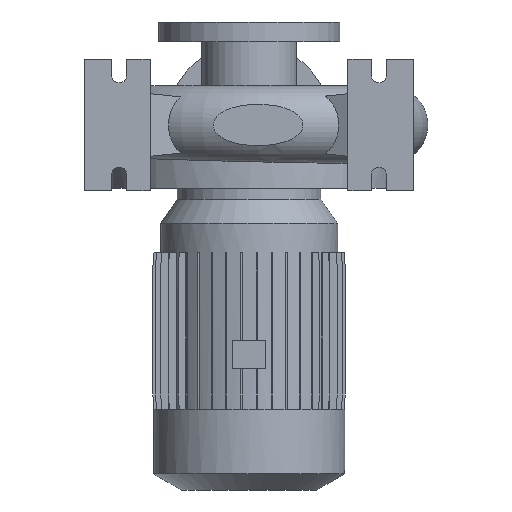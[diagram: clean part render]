
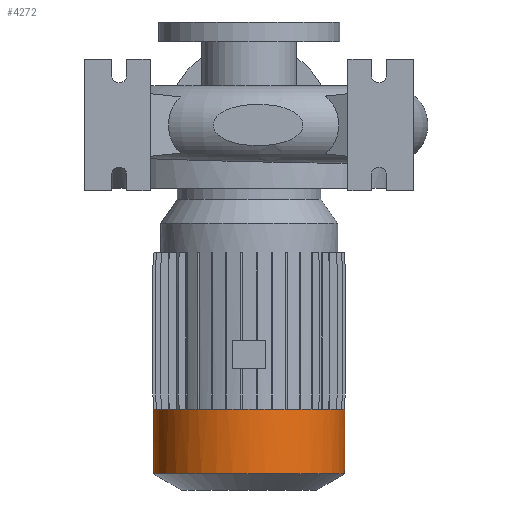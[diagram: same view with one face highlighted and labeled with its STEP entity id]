
A CAD part, front view. The second image highlights one B-rep face of the part: STEP entity #4272.
In plain terms, the highlighted cylindrical face has radius 116 mm (diameter 232 mm), a partial arc.
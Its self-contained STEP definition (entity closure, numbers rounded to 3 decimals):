
#206 = DIRECTION ( 'NONE',  ( 0., 0., 1. ) ) ;
#844 = VERTEX_POINT ( 'NONE', #6289 ) ;
#849 = VERTEX_POINT ( 'NONE', #6578 ) ;
#1163 = EDGE_CURVE ( 'NONE', #849, #1767, #7534, .T. ) ;
#1362 = DIRECTION ( 'NONE',  ( 0., 0., 1. ) ) ;
#1419 = CIRCLE ( 'NONE', #13825, 116. ) ;
#1767 = VERTEX_POINT ( 'NONE', #14751 ) ;
#1807 = ORIENTED_EDGE ( 'NONE', *, *, #7147, .F. ) ;
#2301 = VECTOR ( 'NONE', #5363, 1000. ) ;
#2366 = EDGE_CURVE ( 'NONE', #844, #12654, #12766, .T. ) ;
#2454 = DIRECTION ( 'NONE',  ( 1., 0., 0. ) ) ;
#2936 = ORIENTED_EDGE ( 'NONE', *, *, #2366, .F. ) ;
#2990 = ORIENTED_EDGE ( 'NONE', *, *, #1163, .T. ) ;
#3272 = AXIS2_PLACEMENT_3D ( 'NONE', #14234, #8700, #3981 ) ;
#3835 = AXIS2_PLACEMENT_3D ( 'NONE', #14750, #1362, #7053 ) ;
#3981 = DIRECTION ( 'NONE',  ( 1., 0., 0. ) ) ;
#4272 = ADVANCED_FACE ( 'NONE', ( #9670 ), #12004, .T. ) ;
#4676 = DIRECTION ( 'NONE',  ( 0., 0., 1. ) ) ;
#4941 = EDGE_LOOP ( 'NONE', ( #2936, #14498, #2990, #1807 ) ) ;
#5363 = DIRECTION ( 'NONE',  ( 0., 0., 1. ) ) ;
#6105 = CARTESIAN_POINT ( 'NONE',  ( -116., 0., -345. ) ) ;
#6289 = CARTESIAN_POINT ( 'NONE',  ( -116., 0., -423.4 ) ) ;
#6578 = CARTESIAN_POINT ( 'NONE',  ( 116., 0., -423.4 ) ) ;
#7053 = DIRECTION ( 'NONE',  ( 1., 0., 0. ) ) ;
#7147 = EDGE_CURVE ( 'NONE', #12654, #1767, #10037, .T. ) ;
#7534 = LINE ( 'NONE', #12095, #2301 ) ;
#8700 = DIRECTION ( 'NONE',  ( 0., 0., 1. ) ) ;
#9101 = EDGE_CURVE ( 'NONE', #844, #849, #1419, .T. ) ;
#9670 = FACE_OUTER_BOUND ( 'NONE', #4941, .T. ) ;
#10037 = CIRCLE ( 'NONE', #3835, 116. ) ;
#10211 = CARTESIAN_POINT ( 'NONE',  ( -116., 0., 125. ) ) ;
#10222 = CARTESIAN_POINT ( 'NONE',  ( 0., 0., -423.4 ) ) ;
#11166 = VECTOR ( 'NONE', #4676, 1000. ) ;
#12004 = CYLINDRICAL_SURFACE ( 'NONE', #3272, 116. ) ;
#12095 = CARTESIAN_POINT ( 'NONE',  ( 116., 0., 125. ) ) ;
#12654 = VERTEX_POINT ( 'NONE', #6105 ) ;
#12766 = LINE ( 'NONE', #10211, #11166 ) ;
#13825 = AXIS2_PLACEMENT_3D ( 'NONE', #10222, #206, #2454 ) ;
#14234 = CARTESIAN_POINT ( 'NONE',  ( 0., 0., 125. ) ) ;
#14498 = ORIENTED_EDGE ( 'NONE', *, *, #9101, .T. ) ;
#14750 = CARTESIAN_POINT ( 'NONE',  ( 0., 0., -345. ) ) ;
#14751 = CARTESIAN_POINT ( 'NONE',  ( 116., 0., -345. ) ) ;
